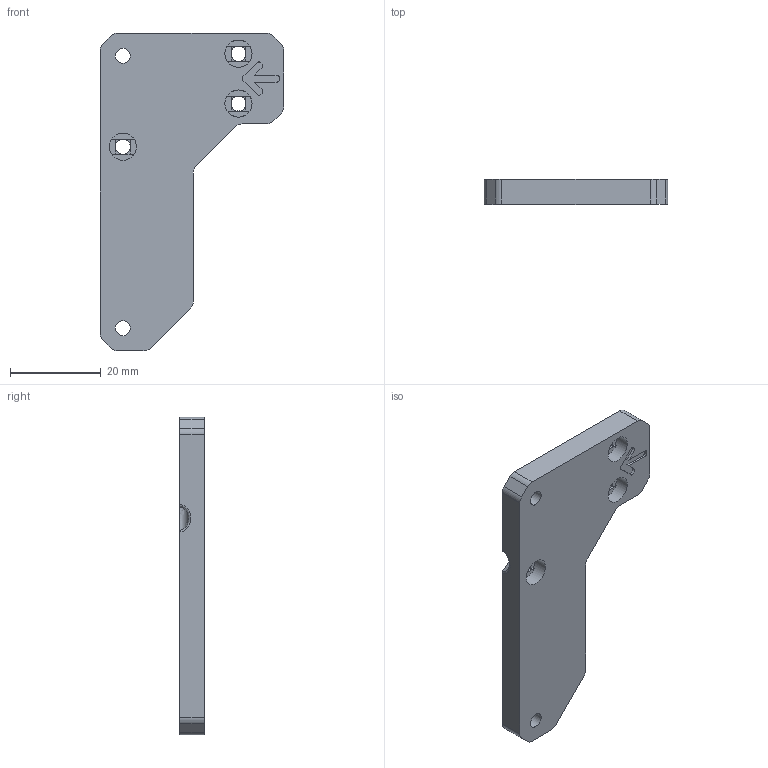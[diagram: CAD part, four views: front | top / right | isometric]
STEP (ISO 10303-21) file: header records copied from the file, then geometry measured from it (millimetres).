
FILE_DESCRIPTION(/* description */ (''),/* implementation_level */ '2;1');
FILE_NAME(/* name */ 'filament_guide_b.stp',/* time_stamp */ '2023-07-03T09:29:21+02:00',/* author */ ('borek.rajtora'),/* organization */ (''),/* preprocessor_version */ 'ST-DEVELOPER v19',/* originating_system */ 'Autodesk Inventor 2023',/* authorisation */ '');
FILE_SCHEMA (('AUTOMOTIVE_DESIGN { 1 0 10303 214 3 1 1 }'));
Length unit declared in the file: millimetre
Products named in the file (1): filament_input_b
Bounding box: 40.5 x 5.5 x 70 mm (x, y, z)
Volume: 9251 mm3; surface area: 5209 mm2
Topology: 1 solids, 1 shells, 185 faces, 513 edges, 337 vertices
Faces by surface type: plane 115, cylinder 36, bspline 24, torus 9, cone 1
Full cylindrical faces by diameter (mm): 3.3 x5, 6 x3
Entity records: 6476 total; most frequent: CARTESIAN_POINT 1773, ORIENTED_EDGE 1026, DIRECTION 884, EDGE_CURVE 513, VERTEX_POINT 337, LINE 334, VECTOR 334, AXIS2_PLACEMENT_3D 275
